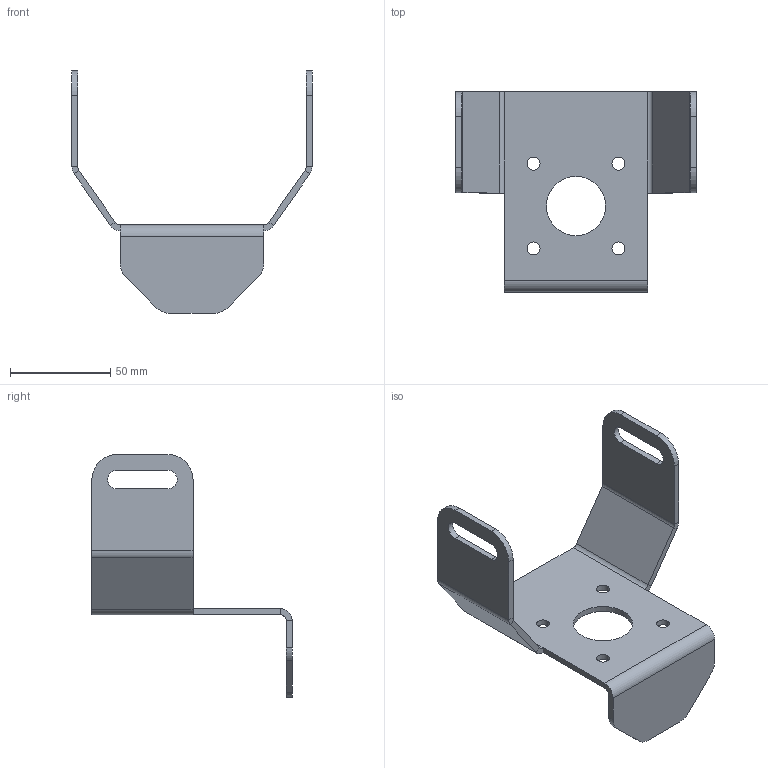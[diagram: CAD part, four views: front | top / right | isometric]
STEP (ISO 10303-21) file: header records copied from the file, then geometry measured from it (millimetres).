
FILE_DESCRIPTION((''),'2;1');
FILE_NAME('WWEB13','2023-04-19T',('joan'),(''),'PRO/ENGINEER BY PARAMETRIC TECHNOLOGY CORPORATION, 2012130','PRO/ENGINEER BY PARAMETRIC TECHNOLOGY CORPORATION, 2012130','');
FILE_SCHEMA(('CONFIG_CONTROL_DESIGN'));
Length unit declared in the file: millimetre
Products named in the file (1): WWEB13
Bounding box: 120 x 100 x 121.25 mm (x, y, z)
Volume: 50263 mm3; surface area: 36677.3 mm2
Topology: 1 solids, 1 shells, 76 faces, 182 edges, 108 vertices
Faces by surface type: plane 44, cylinder 32
Entity records: 2862 total; most frequent: DIRECTION 398, CARTESIAN_POINT 366, ORIENTED_EDGE 364, PRESENTATION_STYLE_ASSIGNMENT 183, STYLED_ITEM 183, CURVE_STYLE 182, EDGE_CURVE 182, AXIS2_PLACEMENT_3D 140
